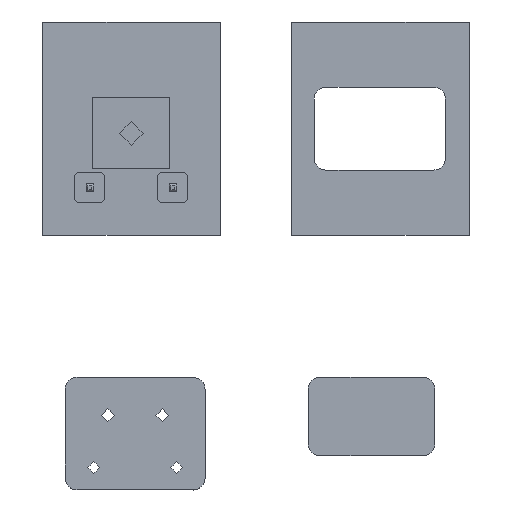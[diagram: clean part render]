
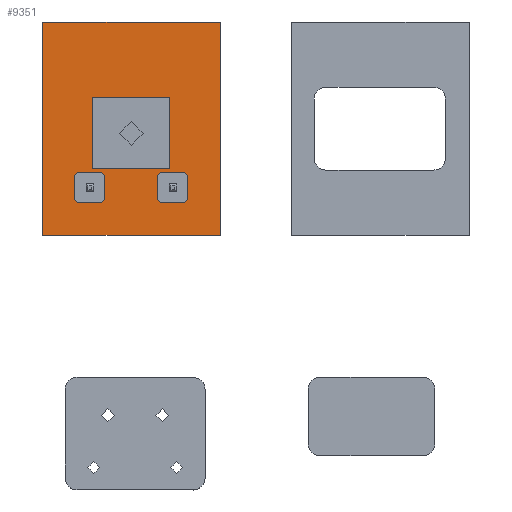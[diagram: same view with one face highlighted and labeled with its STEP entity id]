
A CAD part, top view. The second image highlights one B-rep face of the part: STEP entity #9351.
In plain terms, the highlighted planar face has unit normal (0, 0, 1).
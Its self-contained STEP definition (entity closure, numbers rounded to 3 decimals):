
#8994 = VERTEX_POINT('',#8995);
#8995 = CARTESIAN_POINT('',(7.,-34.,0.8));
#9002 = PLANE('',#9003);
#9003 = AXIS2_PLACEMENT_3D('',#9004,#9005,#9006);
#9004 = CARTESIAN_POINT('',(7.,-34.,0.));
#9005 = DIRECTION('',(0.,-1.,0.));
#9006 = DIRECTION('',(-1.,0.,0.));
#9014 = PLANE('',#9015);
#9015 = AXIS2_PLACEMENT_3D('',#9016,#9017,#9018);
#9016 = CARTESIAN_POINT('',(7.,-16.,0.));
#9017 = DIRECTION('',(1.,0.,-0.));
#9018 = DIRECTION('',(0.,-1.,0.));
#9026 = EDGE_CURVE('',#8994,#9027,#9029,.T.);
#9027 = VERTEX_POINT('',#9028);
#9028 = CARTESIAN_POINT('',(-8.,-34.,0.8));
#9029 = SURFACE_CURVE('',#9030,(#9034,#9041),.PCURVE_S1.);
#9030 = LINE('',#9031,#9032);
#9031 = CARTESIAN_POINT('',(7.,-34.,0.8));
#9032 = VECTOR('',#9033,1.);
#9033 = DIRECTION('',(-1.,0.,0.));
#9034 = PCURVE('',#9002,#9035);
#9035 = DEFINITIONAL_REPRESENTATION('',(#9036),#9040);
#9036 = LINE('',#9037,#9038);
#9037 = CARTESIAN_POINT('',(0.,-0.8));
#9038 = VECTOR('',#9039,1.);
#9039 = DIRECTION('',(1.,0.));
#9040 = ( GEOMETRIC_REPRESENTATION_CONTEXT(2) 
PARAMETRIC_REPRESENTATION_CONTEXT() REPRESENTATION_CONTEXT('2D SPACE',''
  ) );
#9041 = PCURVE('',#9042,#9047);
#9042 = PLANE('',#9043);
#9043 = AXIS2_PLACEMENT_3D('',#9044,#9045,#9046);
#9044 = CARTESIAN_POINT('',(-0.5,-25.,0.8));
#9045 = DIRECTION('',(-0.,-0.,-1.));
#9046 = DIRECTION('',(-1.,0.,0.));
#9047 = DEFINITIONAL_REPRESENTATION('',(#9048),#9052);
#9048 = LINE('',#9049,#9050);
#9049 = CARTESIAN_POINT('',(-7.5,-9.));
#9050 = VECTOR('',#9051,1.);
#9051 = DIRECTION('',(1.,0.));
#9052 = ( GEOMETRIC_REPRESENTATION_CONTEXT(2) 
PARAMETRIC_REPRESENTATION_CONTEXT() REPRESENTATION_CONTEXT('2D SPACE',''
  ) );
#9070 = PLANE('',#9071);
#9071 = AXIS2_PLACEMENT_3D('',#9072,#9073,#9074);
#9072 = CARTESIAN_POINT('',(-8.,-34.,0.));
#9073 = DIRECTION('',(-1.,0.,0.));
#9074 = DIRECTION('',(0.,1.,0.));
#9114 = VERTEX_POINT('',#9115);
#9115 = CARTESIAN_POINT('',(7.,-16.,0.8));
#9129 = PLANE('',#9130);
#9130 = AXIS2_PLACEMENT_3D('',#9131,#9132,#9133);
#9131 = CARTESIAN_POINT('',(-8.,-16.,0.));
#9132 = DIRECTION('',(0.,1.,0.));
#9133 = DIRECTION('',(1.,0.,0.));
#9141 = EDGE_CURVE('',#9114,#8994,#9142,.T.);
#9142 = SURFACE_CURVE('',#9143,(#9147,#9154),.PCURVE_S1.);
#9143 = LINE('',#9144,#9145);
#9144 = CARTESIAN_POINT('',(7.,-16.,0.8));
#9145 = VECTOR('',#9146,1.);
#9146 = DIRECTION('',(0.,-1.,0.));
#9147 = PCURVE('',#9014,#9148);
#9148 = DEFINITIONAL_REPRESENTATION('',(#9149),#9153);
#9149 = LINE('',#9150,#9151);
#9150 = CARTESIAN_POINT('',(0.,-0.8));
#9151 = VECTOR('',#9152,1.);
#9152 = DIRECTION('',(1.,0.));
#9153 = ( GEOMETRIC_REPRESENTATION_CONTEXT(2) 
PARAMETRIC_REPRESENTATION_CONTEXT() REPRESENTATION_CONTEXT('2D SPACE',''
  ) );
#9154 = PCURVE('',#9042,#9155);
#9155 = DEFINITIONAL_REPRESENTATION('',(#9156),#9160);
#9156 = LINE('',#9157,#9158);
#9157 = CARTESIAN_POINT('',(-7.5,9.));
#9158 = VECTOR('',#9159,1.);
#9159 = DIRECTION('',(0.,-1.));
#9160 = ( GEOMETRIC_REPRESENTATION_CONTEXT(2) 
PARAMETRIC_REPRESENTATION_CONTEXT() REPRESENTATION_CONTEXT('2D SPACE',''
  ) );
#9188 = EDGE_CURVE('',#9027,#9189,#9191,.T.);
#9189 = VERTEX_POINT('',#9190);
#9190 = CARTESIAN_POINT('',(-8.,-16.,0.8));
#9191 = SURFACE_CURVE('',#9192,(#9196,#9203),.PCURVE_S1.);
#9192 = LINE('',#9193,#9194);
#9193 = CARTESIAN_POINT('',(-8.,-34.,0.8));
#9194 = VECTOR('',#9195,1.);
#9195 = DIRECTION('',(0.,1.,0.));
#9196 = PCURVE('',#9070,#9197);
#9197 = DEFINITIONAL_REPRESENTATION('',(#9198),#9202);
#9198 = LINE('',#9199,#9200);
#9199 = CARTESIAN_POINT('',(0.,-0.8));
#9200 = VECTOR('',#9201,1.);
#9201 = DIRECTION('',(1.,0.));
#9202 = ( GEOMETRIC_REPRESENTATION_CONTEXT(2) 
PARAMETRIC_REPRESENTATION_CONTEXT() REPRESENTATION_CONTEXT('2D SPACE',''
  ) );
#9203 = PCURVE('',#9042,#9204);
#9204 = DEFINITIONAL_REPRESENTATION('',(#9205),#9209);
#9205 = LINE('',#9206,#9207);
#9206 = CARTESIAN_POINT('',(7.5,-9.));
#9207 = VECTOR('',#9208,1.);
#9208 = DIRECTION('',(0.,1.));
#9209 = ( GEOMETRIC_REPRESENTATION_CONTEXT(2) 
PARAMETRIC_REPRESENTATION_CONTEXT() REPRESENTATION_CONTEXT('2D SPACE',''
  ) );
#9305 = CYLINDRICAL_SURFACE('',#9306,0.5);
#9306 = AXIS2_PLACEMENT_3D('',#9307,#9308,#9309);
#9307 = CARTESIAN_POINT('',(2.98,-30.,-0.01));
#9308 = DIRECTION('',(0.,0.,1.));
#9309 = DIRECTION('',(1.,0.,-0.));
#9340 = CYLINDRICAL_SURFACE('',#9341,0.5);
#9341 = AXIS2_PLACEMENT_3D('',#9342,#9343,#9344);
#9342 = CARTESIAN_POINT('',(-4.02,-30.,-0.01));
#9343 = DIRECTION('',(0.,0.,1.));
#9344 = DIRECTION('',(1.,0.,-0.));
#9351 = ADVANCED_FACE('',(#9352,#9378,#9408),#9042,.F.);
#9352 = FACE_BOUND('',#9353,.F.);
#9353 = EDGE_LOOP('',(#9354,#9355,#9356,#9377));
#9354 = ORIENTED_EDGE('',*,*,#9026,.T.);
#9355 = ORIENTED_EDGE('',*,*,#9188,.T.);
#9356 = ORIENTED_EDGE('',*,*,#9357,.T.);
#9357 = EDGE_CURVE('',#9189,#9114,#9358,.T.);
#9358 = SURFACE_CURVE('',#9359,(#9363,#9370),.PCURVE_S1.);
#9359 = LINE('',#9360,#9361);
#9360 = CARTESIAN_POINT('',(-8.,-16.,0.8));
#9361 = VECTOR('',#9362,1.);
#9362 = DIRECTION('',(1.,0.,0.));
#9363 = PCURVE('',#9042,#9364);
#9364 = DEFINITIONAL_REPRESENTATION('',(#9365),#9369);
#9365 = LINE('',#9366,#9367);
#9366 = CARTESIAN_POINT('',(7.5,9.));
#9367 = VECTOR('',#9368,1.);
#9368 = DIRECTION('',(-1.,0.));
#9369 = ( GEOMETRIC_REPRESENTATION_CONTEXT(2) 
PARAMETRIC_REPRESENTATION_CONTEXT() REPRESENTATION_CONTEXT('2D SPACE',''
  ) );
#9370 = PCURVE('',#9129,#9371);
#9371 = DEFINITIONAL_REPRESENTATION('',(#9372),#9376);
#9372 = LINE('',#9373,#9374);
#9373 = CARTESIAN_POINT('',(0.,-0.8));
#9374 = VECTOR('',#9375,1.);
#9375 = DIRECTION('',(1.,0.));
#9376 = ( GEOMETRIC_REPRESENTATION_CONTEXT(2) 
PARAMETRIC_REPRESENTATION_CONTEXT() REPRESENTATION_CONTEXT('2D SPACE',''
  ) );
#9377 = ORIENTED_EDGE('',*,*,#9141,.T.);
#9378 = FACE_BOUND('',#9379,.F.);
#9379 = EDGE_LOOP('',(#9380));
#9380 = ORIENTED_EDGE('',*,*,#9381,.T.);
#9381 = EDGE_CURVE('',#9382,#9382,#9384,.T.);
#9382 = VERTEX_POINT('',#9383);
#9383 = CARTESIAN_POINT('',(3.48,-30.,0.8));
#9384 = SURFACE_CURVE('',#9385,(#9390,#9401),.PCURVE_S1.);
#9385 = CIRCLE('',#9386,0.5);
#9386 = AXIS2_PLACEMENT_3D('',#9387,#9388,#9389);
#9387 = CARTESIAN_POINT('',(2.98,-30.,0.8));
#9388 = DIRECTION('',(0.,0.,1.));
#9389 = DIRECTION('',(1.,0.,-0.));
#9390 = PCURVE('',#9042,#9391);
#9391 = DEFINITIONAL_REPRESENTATION('',(#9392),#9400);
#9392 = ( BOUNDED_CURVE() B_SPLINE_CURVE(2,(#9393,#9394,#9395,#9396,
#9397,#9398,#9399),.UNSPECIFIED.,.T.,.F.) B_SPLINE_CURVE_WITH_KNOTS((1,2
    ,2,2,2,1),(-2.094,0.,2.094,4.189,
6.283,8.378),.UNSPECIFIED.) CURVE() 
GEOMETRIC_REPRESENTATION_ITEM() RATIONAL_B_SPLINE_CURVE((1.,0.5,1.,0.5,
1.,0.5,1.)) REPRESENTATION_ITEM('') );
#9393 = CARTESIAN_POINT('',(-3.98,-5.));
#9394 = CARTESIAN_POINT('',(-3.98,-4.134));
#9395 = CARTESIAN_POINT('',(-3.23,-4.567));
#9396 = CARTESIAN_POINT('',(-2.48,-5.));
#9397 = CARTESIAN_POINT('',(-3.23,-5.433));
#9398 = CARTESIAN_POINT('',(-3.98,-5.866));
#9399 = CARTESIAN_POINT('',(-3.98,-5.));
#9400 = ( GEOMETRIC_REPRESENTATION_CONTEXT(2) 
PARAMETRIC_REPRESENTATION_CONTEXT() REPRESENTATION_CONTEXT('2D SPACE',''
  ) );
#9401 = PCURVE('',#9305,#9402);
#9402 = DEFINITIONAL_REPRESENTATION('',(#9403),#9407);
#9403 = LINE('',#9404,#9405);
#9404 = CARTESIAN_POINT('',(0.,0.81));
#9405 = VECTOR('',#9406,1.);
#9406 = DIRECTION('',(1.,0.));
#9407 = ( GEOMETRIC_REPRESENTATION_CONTEXT(2) 
PARAMETRIC_REPRESENTATION_CONTEXT() REPRESENTATION_CONTEXT('2D SPACE',''
  ) );
#9408 = FACE_BOUND('',#9409,.F.);
#9409 = EDGE_LOOP('',(#9410));
#9410 = ORIENTED_EDGE('',*,*,#9411,.T.);
#9411 = EDGE_CURVE('',#9412,#9412,#9414,.T.);
#9412 = VERTEX_POINT('',#9413);
#9413 = CARTESIAN_POINT('',(-3.52,-30.,0.8));
#9414 = SURFACE_CURVE('',#9415,(#9420,#9431),.PCURVE_S1.);
#9415 = CIRCLE('',#9416,0.5);
#9416 = AXIS2_PLACEMENT_3D('',#9417,#9418,#9419);
#9417 = CARTESIAN_POINT('',(-4.02,-30.,0.8));
#9418 = DIRECTION('',(0.,0.,1.));
#9419 = DIRECTION('',(1.,0.,-0.));
#9420 = PCURVE('',#9042,#9421);
#9421 = DEFINITIONAL_REPRESENTATION('',(#9422),#9430);
#9422 = ( BOUNDED_CURVE() B_SPLINE_CURVE(2,(#9423,#9424,#9425,#9426,
#9427,#9428,#9429),.UNSPECIFIED.,.T.,.F.) B_SPLINE_CURVE_WITH_KNOTS((1,2
    ,2,2,2,1),(-2.094,0.,2.094,4.189,
6.283,8.378),.UNSPECIFIED.) CURVE() 
GEOMETRIC_REPRESENTATION_ITEM() RATIONAL_B_SPLINE_CURVE((1.,0.5,1.,0.5,
1.,0.5,1.)) REPRESENTATION_ITEM('') );
#9423 = CARTESIAN_POINT('',(3.02,-5.));
#9424 = CARTESIAN_POINT('',(3.02,-4.134));
#9425 = CARTESIAN_POINT('',(3.77,-4.567));
#9426 = CARTESIAN_POINT('',(4.52,-5.));
#9427 = CARTESIAN_POINT('',(3.77,-5.433));
#9428 = CARTESIAN_POINT('',(3.02,-5.866));
#9429 = CARTESIAN_POINT('',(3.02,-5.));
#9430 = ( GEOMETRIC_REPRESENTATION_CONTEXT(2) 
PARAMETRIC_REPRESENTATION_CONTEXT() REPRESENTATION_CONTEXT('2D SPACE',''
  ) );
#9431 = PCURVE('',#9340,#9432);
#9432 = DEFINITIONAL_REPRESENTATION('',(#9433),#9437);
#9433 = LINE('',#9434,#9435);
#9434 = CARTESIAN_POINT('',(0.,0.81));
#9435 = VECTOR('',#9436,1.);
#9436 = DIRECTION('',(1.,0.));
#9437 = ( GEOMETRIC_REPRESENTATION_CONTEXT(2) 
PARAMETRIC_REPRESENTATION_CONTEXT() REPRESENTATION_CONTEXT('2D SPACE',''
  ) );
